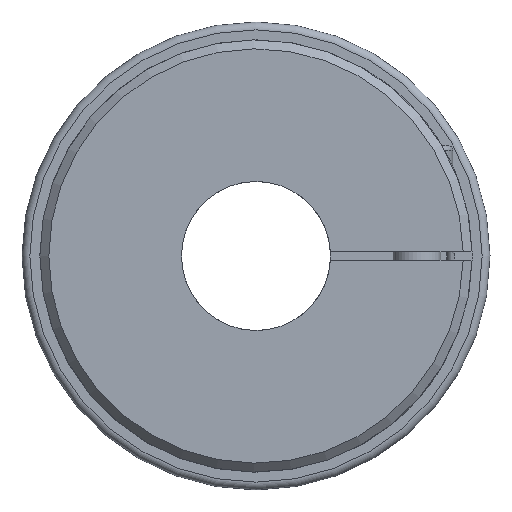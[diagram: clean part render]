
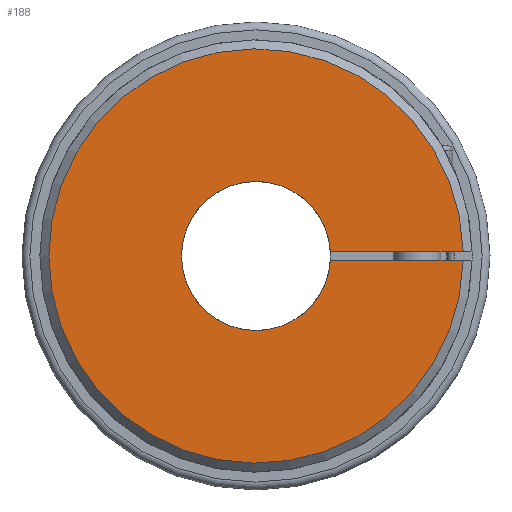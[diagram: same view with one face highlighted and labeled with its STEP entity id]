
A CAD part, left-side view. The second image highlights one B-rep face of the part: STEP entity #188.
In plain terms, the highlighted planar face has unit normal (-1, 0, 0).
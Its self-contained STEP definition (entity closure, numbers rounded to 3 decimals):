
#188 = ADVANCED_FACE( '', ( #463 ), #464, .T. );
#463 = FACE_OUTER_BOUND( '', #844, .T. );
#464 = PLANE( '', #845 );
#844 = EDGE_LOOP( '', ( #1318, #1319, #1320, #1321 ) );
#845 = AXIS2_PLACEMENT_3D( '', #1322, #1323, #1324 );
#1318 = ORIENTED_EDGE( '', *, *, #1960, .F. );
#1319 = ORIENTED_EDGE( '', *, *, #1961, .T. );
#1320 = ORIENTED_EDGE( '', *, *, #1962, .F. );
#1321 = ORIENTED_EDGE( '', *, *, #1963, .T. );
#1322 = CARTESIAN_POINT( '', ( -56.083, 0., 16. ) );
#1323 = DIRECTION( '', ( -1., 0., 0. ) );
#1324 = DIRECTION( '', ( 0., 0., 1. ) );
#1960 = EDGE_CURVE( '', #2304, #2305, #2306, .T. );
#1961 = EDGE_CURVE( '', #2304, #2307, #2308, .F. );
#1962 = EDGE_CURVE( '', #2309, #2307, #2310, .T. );
#1963 = EDGE_CURVE( '', #2309, #2305, #2311, .T. );
#2304 = VERTEX_POINT( '', #2948 );
#2305 = VERTEX_POINT( '', #2949 );
#2306 = LINE( '', #2950, #2951 );
#2307 = VERTEX_POINT( '', #2952 );
#2308 = CIRCLE( '', #2953, 25. );
#2309 = VERTEX_POINT( '', #2954 );
#2310 = LINE( '', #2955, #2956 );
#2311 = CIRCLE( '', #2957, 69.5 );
#2948 = CARTESIAN_POINT( '', ( -56.083, -24.955, -1.5 ) );
#2949 = CARTESIAN_POINT( '', ( -56.083, -69.484, -1.5 ) );
#2950 = CARTESIAN_POINT( '', ( -56.083, 0., -1.5 ) );
#2951 = VECTOR( '', #3778, 1000. );
#2952 = CARTESIAN_POINT( '', ( -56.083, -24.955, 1.5 ) );
#2953 = AXIS2_PLACEMENT_3D( '', #3779, #3780, #3781 );
#2954 = CARTESIAN_POINT( '', ( -56.083, -69.484, 1.5 ) );
#2955 = CARTESIAN_POINT( '', ( -56.083, 0., 1.5 ) );
#2956 = VECTOR( '', #3782, 1000. );
#2957 = AXIS2_PLACEMENT_3D( '', #3783, #3784, #3785 );
#3778 = DIRECTION( '', ( 0., -1., 0. ) );
#3779 = CARTESIAN_POINT( '', ( -56.083, 0., 0. ) );
#3780 = DIRECTION( '', ( -1., 0., 0. ) );
#3781 = DIRECTION( '', ( 0., 0., 1. ) );
#3782 = DIRECTION( '', ( 0., 1., 0. ) );
#3783 = CARTESIAN_POINT( '', ( -56.083, 0., 0. ) );
#3784 = DIRECTION( '', ( -1., 0., 0. ) );
#3785 = DIRECTION( '', ( 0., 0., 1. ) );
